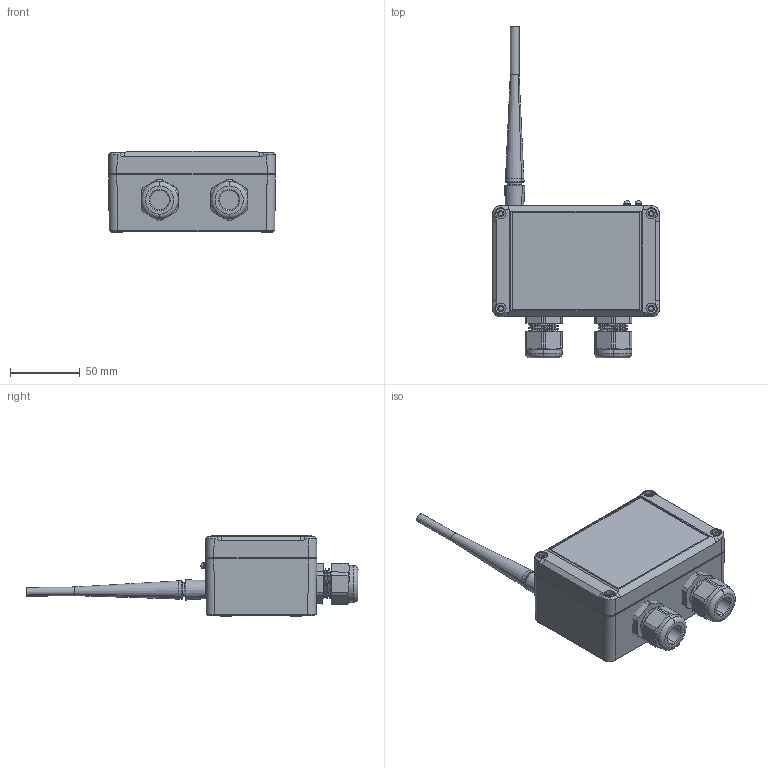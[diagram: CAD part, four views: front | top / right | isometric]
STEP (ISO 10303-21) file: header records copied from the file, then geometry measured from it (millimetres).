
FILE_DESCRIPTION (( 'STEP AP214' ), '1' );
FILE_NAME ('ei.STEP', '2016-08-19T08:30:50', ( 'pvillanueva' ), ( 'Hewlett-Packard Company' ), 'SwSTEP 2.0', 'SolidWorks 2016', '' );
FILE_SCHEMA (( 'AUTOMOTIVE_DESIGN' ));
Length unit declared in the file: millimetre
Products named in the file (9): e; SHR Z KAL40X25X10 WN 1412 MG_3DSYM; 215&226 OT-F_1002993_3DSYM; 215 UT_1002739_3DSYM; ant_1; LED; heyco-m3200-m3201; SHR Z KAL40X25X10 WN 1412 MG_3DSYM_1; ei
Assembly tree (8 placements, depth 3):
  SHR Z KAL40X25X10 WN 1412 MG_3DSYM
  SHR Z KAL40X25X10 WN 1412 MG_3DSYM_1
  ei
    heyco-m3200-m3201  x2
    LED  x2
    ant_1
    e
      215 UT_1002739_3DSYM
      215&226 OT-F_1002993_3DSYM
Bounding box: 120 x 238.66 x 58.5 mm (x, y, z)
Volume: 181154 mm3; surface area: 111297.5 mm2
Topology: 7 solids, 7 shells, 772 faces, 1930 edges, 1235 vertices
Faces by surface type: cone 227, cylinder 211, plane 209, torus 83, bspline 38, sphere 4
Entity records: 39319 total; most frequent: CARTESIAN_POINT 17226, ORIENTED_EDGE 3318, DIRECTION 2953, EDGE_CURVE 1659, AXIS2_PLACEMENT_3D 1143, VERTEX_POINT 1049, EDGE_LOOP 764, ADVANCED_FACE 682
